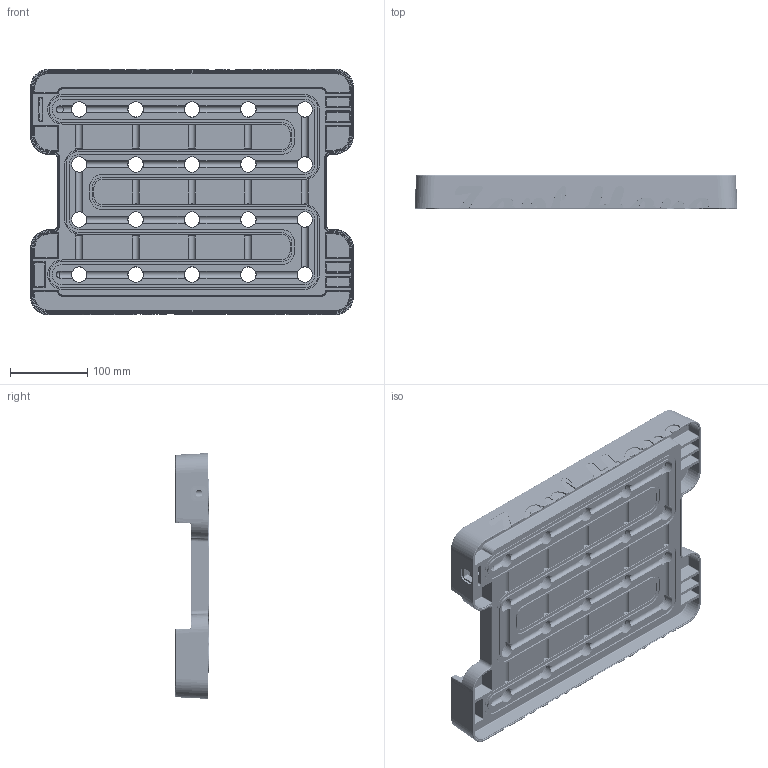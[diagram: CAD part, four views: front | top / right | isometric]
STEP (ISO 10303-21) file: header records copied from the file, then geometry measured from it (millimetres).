
FILE_DESCRIPTION (( 'STEP AP214' ), '1' );
FILE_NAME ('Basisteil_08-06-2013_Guss.STEP', '2013-06-08T19:26:06', ( '' ), ( '' ), 'SwSTEP 2.0', 'SolidWorks 2011', '' );
FILE_SCHEMA (( 'AUTOMOTIVE_DESIGN' ));
Products named in the file (1): Basisteil_08-06-2013_Guss
Bounding box: 418.3 x 43 x 318.3 mm (x, y, z)
Volume: 1126320.5 mm3; surface area: 489030.2 mm2
Topology: 1 solids, 1 shells, 4960 faces, 11924 edges, 6425 vertices
Faces by surface type: cylinder 1706, bspline 1276, plane 835, sphere 716, torus 214, cone 213
Entity records: 188296 total; most frequent: CARTESIAN_POINT 83540, ORIENTED_EDGE 22660, DIRECTION 20105, EDGE_CURVE 11330, AXIS2_PLACEMENT_3D 8103, VERTEX_POINT 6425, EDGE_LOOP 5057, FACE_OUTER_BOUND 4960
